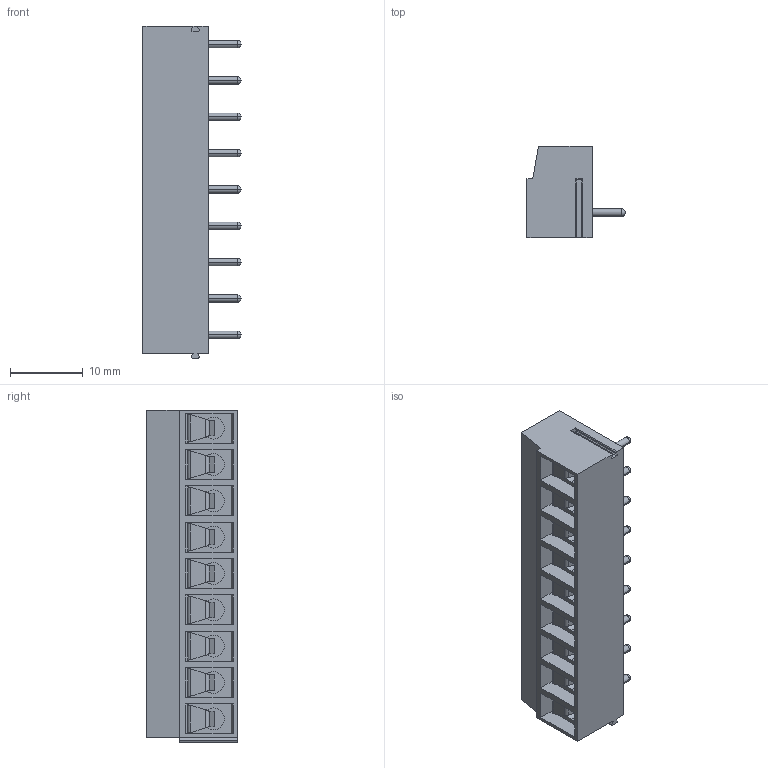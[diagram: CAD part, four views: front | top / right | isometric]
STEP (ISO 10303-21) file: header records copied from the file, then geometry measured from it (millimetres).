
FILE_DESCRIPTION((''),'2;1');
FILE_NAME('TL200V-XXP-XS','2024-10-19T',('yanfa'),(''),'PRO/ENGINEER BY PARAMETRIC TECHNOLOGY CORPORATION, 2009280','PRO/ENGINEER BY PARAMETRIC TECHNOLOGY CORPORATION, 2009280','');
FILE_SCHEMA(('AUTOMOTIVE_DESIGN_CC2 { 1 2 10303 214 -1 1 5 2 }'));
Length unit declared in the file: millimetre
Products named in the file (1): TL200V-XXP-XS
Bounding box: 13.5 x 12.5 x 45.68 mm (x, y, z)
Volume: 3912.5 mm3; surface area: 3950.7 mm2
Topology: 1 solids, 1 shells, 600 faces, 1542 edges, 971 vertices
Faces by surface type: plane 313, cylinder 179, extrusion 36, cone 36, torus 18, sphere 18
Entity records: 18476 total; most frequent: CARTESIAN_POINT 4009, ORIENTED_EDGE 3048, DIRECTION 2920, EDGE_CURVE 1524, AXIS2_PLACEMENT_3D 994, VERTEX_POINT 971, VECTOR 932, LINE 896
